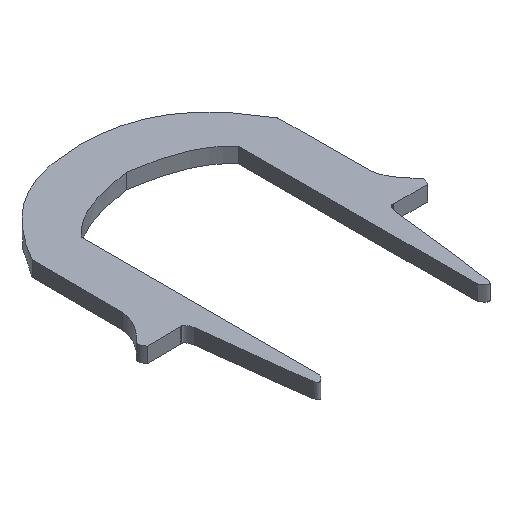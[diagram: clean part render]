
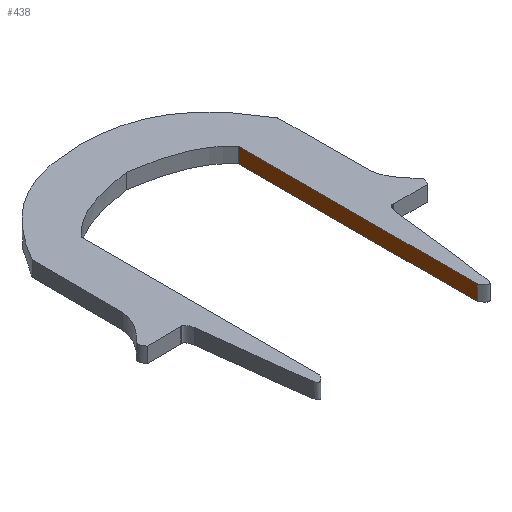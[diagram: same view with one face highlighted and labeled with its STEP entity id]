
A CAD part, isometric view. The second image highlights one B-rep face of the part: STEP entity #438.
In plain terms, the highlighted planar face has unit normal (-1, 0, 0).
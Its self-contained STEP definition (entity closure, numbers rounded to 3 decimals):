
#15=PLANE('',#475);
#28=FACE_OUTER_BOUND('',#52,.T.);
#52=EDGE_LOOP('',(#297,#298,#299,#300));
#76=LINE('',#641,#118);
#77=LINE('',#644,#119);
#78=LINE('',#646,#120);
#79=LINE('',#647,#121);
#118=VECTOR('',#490,10.);
#119=VECTOR('',#493,10.);
#120=VECTOR('',#494,10.);
#121=VECTOR('',#495,10.);
#183=VERTEX_POINT('',#596);
#186=VERTEX_POINT('',#620);
#187=VERTEX_POINT('',#643);
#188=VERTEX_POINT('',#645);
#230=EDGE_CURVE('',#183,#186,#76,.T.);
#231=EDGE_CURVE('',#183,#187,#77,.T.);
#232=EDGE_CURVE('',#188,#186,#78,.T.);
#233=EDGE_CURVE('',#187,#188,#79,.T.);
#297=ORIENTED_EDGE('',*,*,#231,.F.);
#298=ORIENTED_EDGE('',*,*,#230,.T.);
#299=ORIENTED_EDGE('',*,*,#232,.F.);
#300=ORIENTED_EDGE('',*,*,#233,.F.);
#438=ADVANCED_FACE('',(#28),#15,.T.);
#475=AXIS2_PLACEMENT_3D('',#642,#491,#492);
#490=DIRECTION('',(0.,0.,1.));
#491=DIRECTION('center_axis',(-1.,0.,0.));
#492=DIRECTION('ref_axis',(0.,-1.,0.));
#493=DIRECTION('',(0.,1.,0.));
#494=DIRECTION('',(0.,-1.,0.));
#495=DIRECTION('',(0.,0.,1.));
#596=CARTESIAN_POINT('',(-51.247,0.001,0.));
#620=CARTESIAN_POINT('',(-51.247,0.001,5.));
#641=CARTESIAN_POINT('',(-51.247,0.001,0.));
#642=CARTESIAN_POINT('Origin',(-51.247,78.312,0.));
#643=CARTESIAN_POINT('',(-51.247,78.312,0.));
#644=CARTESIAN_POINT('',(-51.247,0.001,0.));
#645=CARTESIAN_POINT('',(-51.247,78.312,5.));
#646=CARTESIAN_POINT('',(-51.247,0.001,5.));
#647=CARTESIAN_POINT('',(-51.247,78.312,0.));
